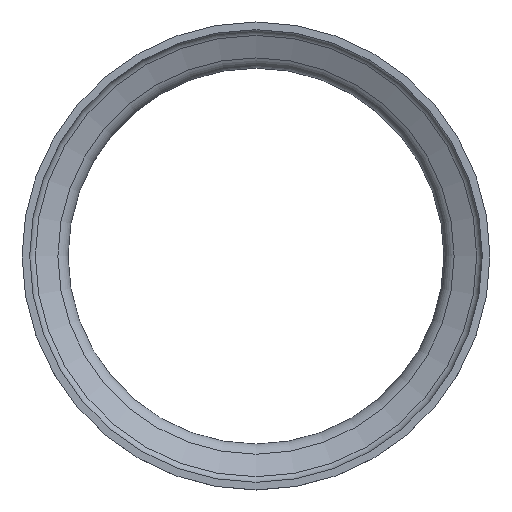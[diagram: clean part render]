
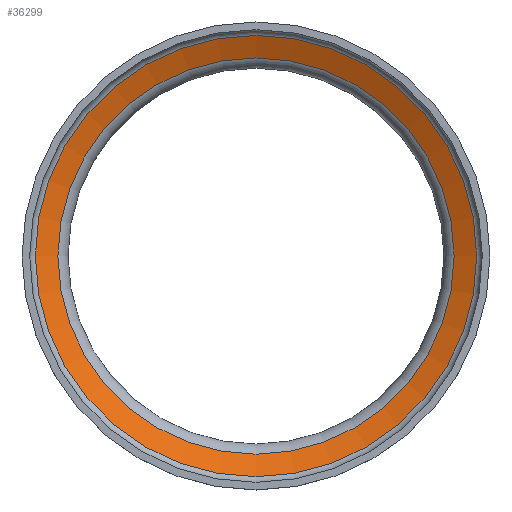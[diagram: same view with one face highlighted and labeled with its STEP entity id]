
A CAD part, top view. The second image highlights one B-rep face of the part: STEP entity #36299.
In plain terms, the highlighted conical face has half-angle 65.772 degrees and reference radius 545.896 mm.
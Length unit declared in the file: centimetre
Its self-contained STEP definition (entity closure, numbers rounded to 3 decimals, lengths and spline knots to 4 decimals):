
#2741=FACE_OUTER_BOUND('',#4560,.T.);
#4560=EDGE_LOOP('',(#25409,#25410,#25411,#25412,#25413,#25414));
#7283=LINE('',#52701,#10892);
#10892=VECTOR('',#41782,54.5896);
#14501=CIRCLE('',#38123,51.6534);
#14502=CIRCLE('',#38124,57.5259);
#14503=CIRCLE('',#38125,57.5259);
#14504=CIRCLE('',#38126,51.6534);
#16336=VERTEX_POINT('',#52697);
#16337=VERTEX_POINT('',#52698);
#16338=VERTEX_POINT('',#52700);
#16339=VERTEX_POINT('',#52702);
#19965=EDGE_CURVE('',#16336,#16337,#14501,.T.);
#19966=EDGE_CURVE('',#16337,#16338,#7283,.T.);
#19967=EDGE_CURVE('',#16339,#16338,#14502,.T.);
#19968=EDGE_CURVE('',#16338,#16339,#14503,.T.);
#19969=EDGE_CURVE('',#16337,#16336,#14504,.T.);
#25409=ORIENTED_EDGE('',*,*,#19965,.T.);
#25410=ORIENTED_EDGE('',*,*,#19966,.T.);
#25411=ORIENTED_EDGE('',*,*,#19967,.F.);
#25412=ORIENTED_EDGE('',*,*,#19968,.F.);
#25413=ORIENTED_EDGE('',*,*,#19966,.F.);
#25414=ORIENTED_EDGE('',*,*,#19969,.T.);
#36297=CONICAL_SURFACE('',#38122,54.5896,1.148);
#36299=ADVANCED_FACE('',(#2741),#36297,.F.);
#38122=AXIS2_PLACEMENT_3D('',#52696,#41778,#41779);
#38123=AXIS2_PLACEMENT_3D('',#52699,#41780,#41781);
#38124=AXIS2_PLACEMENT_3D('',#52703,#41783,#41784);
#38125=AXIS2_PLACEMENT_3D('',#52704,#41785,#41786);
#38126=AXIS2_PLACEMENT_3D('',#52705,#41787,#41788);
#41778=DIRECTION('center_axis',(0.,0.,
1.));
#41779=DIRECTION('ref_axis',(-1.,0.,0.));
#41780=DIRECTION('center_axis',(0.,0.,
-1.));
#41781=DIRECTION('ref_axis',(-1.,0.,0.));
#41782=DIRECTION('',(0.912,0.,0.41));
#41783=DIRECTION('center_axis',(0.,0.,
-1.));
#41784=DIRECTION('ref_axis',(-1.,0.,0.));
#41785=DIRECTION('center_axis',(0.,0.,
-1.));
#41786=DIRECTION('ref_axis',(-1.,0.,0.));
#41787=DIRECTION('center_axis',(0.,0.,
-1.));
#41788=DIRECTION('ref_axis',(-1.,0.,0.));
#52696=CARTESIAN_POINT('Origin',(0.,0.,188.3989));
#52697=CARTESIAN_POINT('',(0.,-51.6534,187.0775));
#52698=CARTESIAN_POINT('',(51.6534,0.,187.0775));
#52699=CARTESIAN_POINT('Origin',(0.,0.,187.0775));
#52700=CARTESIAN_POINT('',(57.5259,0.,189.7202));
#52701=CARTESIAN_POINT('',(54.5896,0.,188.3989));
#52702=CARTESIAN_POINT('',(0.,-57.5259,189.7202));
#52703=CARTESIAN_POINT('Origin',(0.,0.,189.7202));
#52704=CARTESIAN_POINT('Origin',(0.,0.,189.7202));
#52705=CARTESIAN_POINT('Origin',(0.,0.,187.0775));
